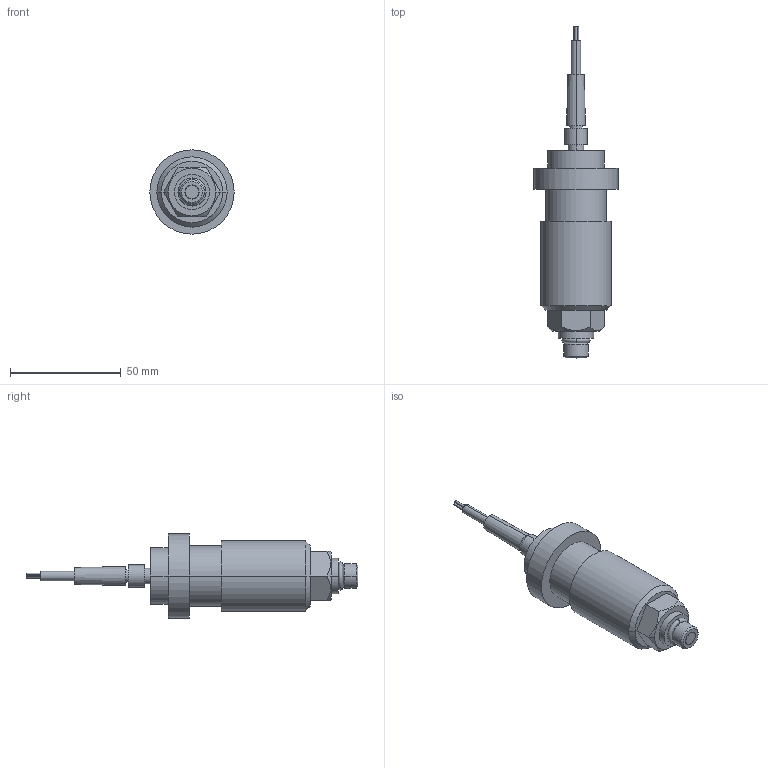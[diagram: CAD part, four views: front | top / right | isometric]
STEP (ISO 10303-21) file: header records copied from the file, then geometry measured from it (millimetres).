
FILE_DESCRIPTION((''),'2;1');
FILE_NAME('ILC70750077','2011-06-24T',('dc'),(''),'PRO/ENGINEER BY PARAMETRIC TECHNOLOGY CORPORATION, 2007460','PRO/ENGINEER BY PARAMETRIC TECHNOLOGY CORPORATION, 2007460','');
FILE_SCHEMA(('AUTOMOTIVE_DESIGN_CC2 { 1 2 10303 214 -1 1 5 2 }'));
Length unit declared in the file: inch
Products named in the file (1): ILC70750077
Bounding box: 38.1 x 150.19 x 38.1 mm (x, y, z)
Volume: 62522.1 mm3; surface area: 12406.2 mm2
Topology: 1 solids, 1 shells, 73 faces, 152 edges, 98 vertices
Faces by surface type: cylinder 36, plane 25, cone 10, torus 2
Entity records: 2265 total; most frequent: CARTESIAN_POINT 383, DIRECTION 380, ORIENTED_EDGE 304, AXIS2_PLACEMENT_3D 161, EDGE_CURVE 152, COLOUR_RGB 105, VERTEX_POINT 98, EDGE_LOOP 90
